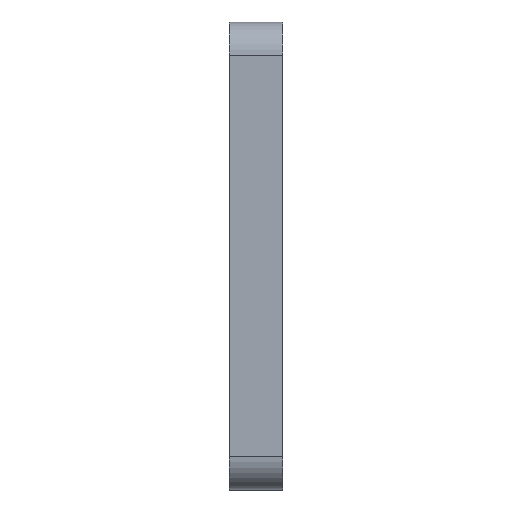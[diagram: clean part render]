
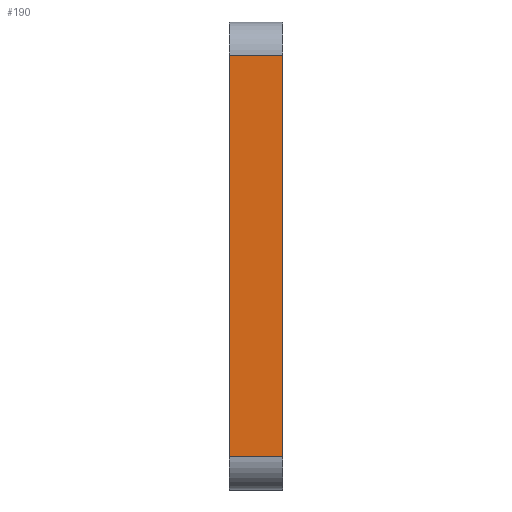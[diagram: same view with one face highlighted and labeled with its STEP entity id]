
A CAD part, left-side view. The second image highlights one B-rep face of the part: STEP entity #190.
In plain terms, the highlighted planar face has unit normal (-1, 0, 0).
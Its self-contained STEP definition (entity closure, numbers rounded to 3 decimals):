
#49 = CARTESIAN_POINT ( 'NONE',  ( -17.5, 4., 17.5 ) ) ;
#124 = EDGE_CURVE ( 'NONE', #627, #1292, #1074, .T. ) ;
#148 = CARTESIAN_POINT ( 'NONE',  ( -17.5, 4., 15. ) ) ;
#171 = EDGE_LOOP ( 'NONE', ( #856, #1318, #1153, #1191 ) ) ;
#190 = ADVANCED_FACE ( 'NONE', ( #1224 ), #1365, .F. ) ;
#352 = DIRECTION ( 'NONE',  ( 0., 0., -1. ) ) ;
#387 = LINE ( 'NONE', #590, #1358 ) ;
#513 = DIRECTION ( 'NONE',  ( 0., 0., 1. ) ) ;
#555 = CARTESIAN_POINT ( 'NONE',  ( -17.5, 0., 15. ) ) ;
#590 = CARTESIAN_POINT ( 'NONE',  ( -17.5, 0., 17.5 ) ) ;
#593 = DIRECTION ( 'NONE',  ( 0., 0., 1. ) ) ;
#627 = VERTEX_POINT ( 'NONE', #555 ) ;
#667 = DIRECTION ( 'NONE',  ( 0., 1., 0. ) ) ;
#760 = VECTOR ( 'NONE', #1194, 1000. ) ;
#856 = ORIENTED_EDGE ( 'NONE', *, *, #956, .F. ) ;
#911 = LINE ( 'NONE', #1433, #760 ) ;
#956 = EDGE_CURVE ( 'NONE', #1259, #1292, #1071, .T. ) ;
#1006 = VERTEX_POINT ( 'NONE', #1023 ) ;
#1023 = CARTESIAN_POINT ( 'NONE',  ( -17.5, 0., -15. ) ) ;
#1027 = DIRECTION ( 'NONE',  ( 1., 0., 0. ) ) ;
#1028 = CARTESIAN_POINT ( 'NONE',  ( -17.5, 4., -15. ) ) ;
#1071 = LINE ( 'NONE', #49, #1313 ) ;
#1074 = LINE ( 'NONE', #1357, #1123 ) ;
#1123 = VECTOR ( 'NONE', #667, 1000. ) ;
#1133 = CARTESIAN_POINT ( 'NONE',  ( -17.5, 4., 17.5 ) ) ;
#1152 = EDGE_CURVE ( 'NONE', #1259, #1006, #911, .T. ) ;
#1153 = ORIENTED_EDGE ( 'NONE', *, *, #1289, .T. ) ;
#1183 = AXIS2_PLACEMENT_3D ( 'NONE', #1133, #1027, #352 ) ;
#1191 = ORIENTED_EDGE ( 'NONE', *, *, #124, .T. ) ;
#1194 = DIRECTION ( 'NONE',  ( 0., -1., 0. ) ) ;
#1224 = FACE_OUTER_BOUND ( 'NONE', #171, .T. ) ;
#1259 = VERTEX_POINT ( 'NONE', #1028 ) ;
#1289 = EDGE_CURVE ( 'NONE', #1006, #627, #387, .T. ) ;
#1292 = VERTEX_POINT ( 'NONE', #148 ) ;
#1313 = VECTOR ( 'NONE', #513, 1000. ) ;
#1318 = ORIENTED_EDGE ( 'NONE', *, *, #1152, .T. ) ;
#1357 = CARTESIAN_POINT ( 'NONE',  ( -17.5, 4., 15. ) ) ;
#1358 = VECTOR ( 'NONE', #593, 1000. ) ;
#1365 = PLANE ( 'NONE',  #1183 ) ;
#1433 = CARTESIAN_POINT ( 'NONE',  ( -17.5, 4., -15. ) ) ;
